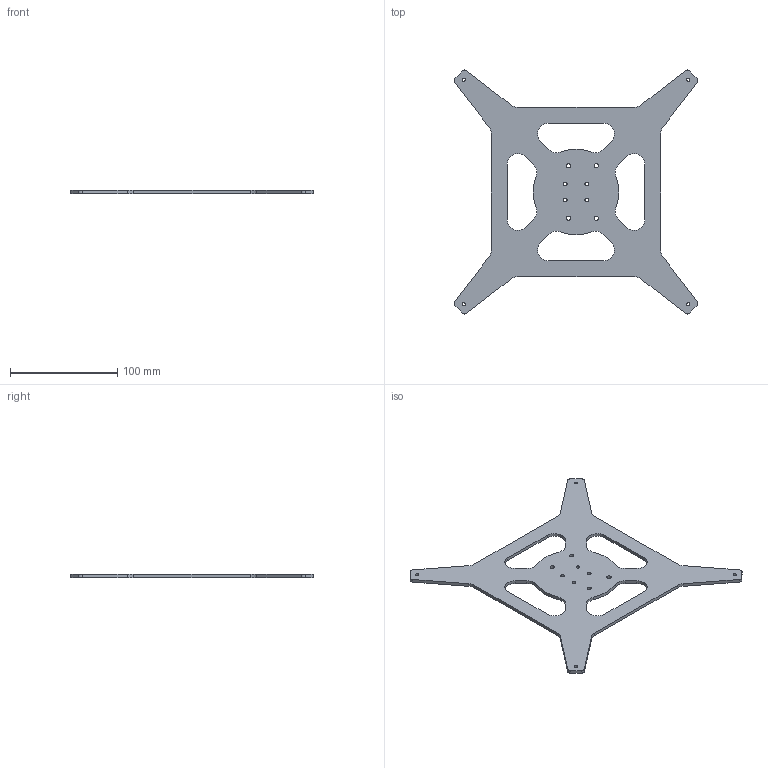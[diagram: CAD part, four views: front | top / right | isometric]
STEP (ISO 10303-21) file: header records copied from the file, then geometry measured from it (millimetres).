
FILE_DESCRIPTION(('FreeCAD Model'),'2;1');
FILE_NAME('Y_Bed_Carrier.step','2018-09-09T11:27:48',('Author'),(''), 'Open CASCADE STEP processor 6.8','FreeCAD','Unknown');
FILE_SCHEMA(('AUTOMOTIVE_DESIGN_CC2 { 1 2 10303 214 -1 1 5 4 }'));
Length unit declared in the file: millimetre
Products named in the file (2): ASSEMBLY; Bed_Carrier001
Assembly tree (1 placements, depth 2):
  ASSEMBLY
    Bed_Carrier001
Bounding box: 228.03 x 228.03 x 3 mm (x, y, z)
Volume: 67774.8 mm3; surface area: 50611.6 mm2
Topology: 1 solids, 1 shells, 78 faces, 228 edges, 152 vertices
Faces by surface type: cylinder 48, plane 30
Full cylindrical faces by diameter (mm): 3 x4, 3.536 x4, 4 x4
Entity records: 6377 total; most frequent: CARTESIAN_POINT 1204, DIRECTION 892, LINE 492, VECTOR 492, ORIENTED_EDGE 456, PCURVE 456, DEFINITIONAL_REPRESENTATION 456, EDGE_CURVE 228
